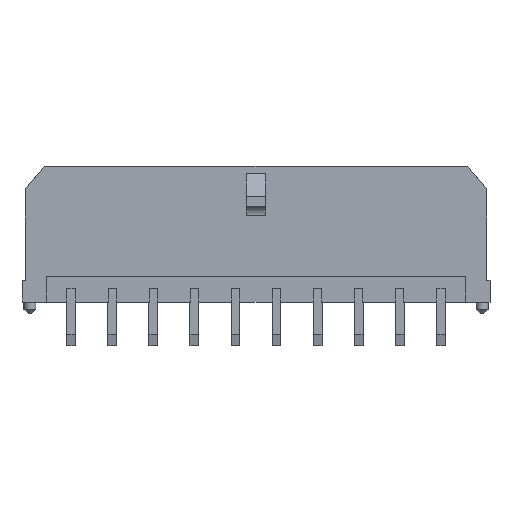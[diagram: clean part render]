
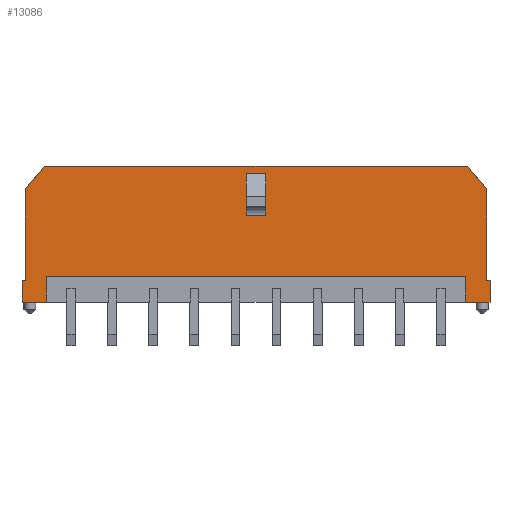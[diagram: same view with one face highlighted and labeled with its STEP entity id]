
A CAD part, front view. The second image highlights one B-rep face of the part: STEP entity #13086.
In plain terms, the highlighted planar face has unit normal (0, -1, 0).
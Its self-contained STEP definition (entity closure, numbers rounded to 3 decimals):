
#313=FACE_BOUND('',#1262,.T.);
#549=FACE_OUTER_BOUND('',#1261,.T.);
#1261=EDGE_LOOP('',(#9963,#9964,#9965,#9966,#9967,#9968,#9969,#9970,#9971,
#9972,#9973,#9974,#9975,#9976));
#1262=EDGE_LOOP('',(#9977,#9978,#9979,#9980));
#1709=LINE('',#17442,#3554);
#1737=LINE('',#17499,#3582);
#1757=LINE('',#17538,#3602);
#1783=LINE('',#17590,#3628);
#2658=LINE('',#19360,#4503);
#2662=LINE('',#19367,#4507);
#2665=LINE('',#19375,#4510);
#2666=LINE('',#19377,#4511);
#2667=LINE('',#19378,#4512);
#2668=LINE('',#19379,#4513);
#2669=LINE('',#19381,#4514);
#2670=LINE('',#19383,#4515);
#2671=LINE('',#19385,#4516);
#2672=LINE('',#19386,#4517);
#2673=LINE('',#19389,#4518);
#2674=LINE('',#19391,#4519);
#2675=LINE('',#19393,#4520);
#2676=LINE('',#19394,#4521);
#3554=VECTOR('',#14228,6.66);
#3582=VECTOR('',#14270,2.164);
#3602=VECTOR('',#14304,6.66);
#3628=VECTOR('',#14346,30.85);
#4503=VECTOR('',#15637,0.25);
#4507=VECTOR('',#15643,0.25);
#4510=VECTOR('',#15650,1.85);
#4511=VECTOR('',#15651,1.77);
#4512=VECTOR('',#15652,1.6);
#4513=VECTOR('',#15653,2.164);
#4514=VECTOR('',#15654,1.6);
#4515=VECTOR('',#15655,1.77);
#4516=VECTOR('',#15656,1.85);
#4517=VECTOR('',#15657,30.61);
#4518=VECTOR('',#15658,3.086);
#4519=VECTOR('',#15659,1.4);
#4520=VECTOR('',#15660,3.086);
#4521=VECTOR('',#15661,1.4);
#5399=VERTEX_POINT('',#17439);
#5400=VERTEX_POINT('',#17441);
#5421=VERTEX_POINT('',#17496);
#5422=VERTEX_POINT('',#17498);
#5434=VERTEX_POINT('',#17536);
#5452=VERTEX_POINT('',#17589);
#6139=VERTEX_POINT('',#19358);
#6141=VERTEX_POINT('',#19366);
#6143=VERTEX_POINT('',#19373);
#6144=VERTEX_POINT('',#19374);
#6145=VERTEX_POINT('',#19376);
#6146=VERTEX_POINT('',#19380);
#6147=VERTEX_POINT('',#19382);
#6148=VERTEX_POINT('',#19384);
#6149=VERTEX_POINT('',#19387);
#6150=VERTEX_POINT('',#19388);
#6151=VERTEX_POINT('',#19390);
#6152=VERTEX_POINT('',#19392);
#6633=EDGE_CURVE('',#5400,#5399,#1709,.T.);
#6661=EDGE_CURVE('',#5421,#5422,#1737,.T.);
#6681=EDGE_CURVE('',#5434,#5421,#1757,.T.);
#6707=EDGE_CURVE('',#5452,#5422,#1783,.T.);
#7582=EDGE_CURVE('',#5434,#6139,#2658,.T.);
#7586=EDGE_CURVE('',#5400,#6141,#2662,.T.);
#7589=EDGE_CURVE('',#6143,#6144,#2665,.T.);
#7590=EDGE_CURVE('',#6143,#6145,#2666,.T.);
#7591=EDGE_CURVE('',#6141,#6145,#2667,.T.);
#7592=EDGE_CURVE('',#5452,#5399,#2668,.T.);
#7593=EDGE_CURVE('',#6146,#6139,#2669,.T.);
#7594=EDGE_CURVE('',#6146,#6147,#2670,.T.);
#7595=EDGE_CURVE('',#6147,#6148,#2671,.T.);
#7596=EDGE_CURVE('',#6144,#6148,#2672,.T.);
#7597=EDGE_CURVE('',#6149,#6150,#2673,.T.);
#7598=EDGE_CURVE('',#6150,#6151,#2674,.T.);
#7599=EDGE_CURVE('',#6152,#6151,#2675,.T.);
#7600=EDGE_CURVE('',#6149,#6152,#2676,.T.);
#9963=ORIENTED_EDGE('',*,*,#7589,.F.);
#9964=ORIENTED_EDGE('',*,*,#7590,.T.);
#9965=ORIENTED_EDGE('',*,*,#7591,.F.);
#9966=ORIENTED_EDGE('',*,*,#7586,.F.);
#9967=ORIENTED_EDGE('',*,*,#6633,.T.);
#9968=ORIENTED_EDGE('',*,*,#7592,.F.);
#9969=ORIENTED_EDGE('',*,*,#6707,.T.);
#9970=ORIENTED_EDGE('',*,*,#6661,.F.);
#9971=ORIENTED_EDGE('',*,*,#6681,.F.);
#9972=ORIENTED_EDGE('',*,*,#7582,.T.);
#9973=ORIENTED_EDGE('',*,*,#7593,.F.);
#9974=ORIENTED_EDGE('',*,*,#7594,.T.);
#9975=ORIENTED_EDGE('',*,*,#7595,.T.);
#9976=ORIENTED_EDGE('',*,*,#7596,.F.);
#9977=ORIENTED_EDGE('',*,*,#7597,.T.);
#9978=ORIENTED_EDGE('',*,*,#7598,.T.);
#9979=ORIENTED_EDGE('',*,*,#7599,.F.);
#9980=ORIENTED_EDGE('',*,*,#7600,.F.);
#12422=PLANE('',#13769);
#13086=ADVANCED_FACE('',(#549,#313),#12422,.T.);
#13769=AXIS2_PLACEMENT_3D('',#19372,#15648,#15649);
#14228=DIRECTION('',(0.,0.,1.));
#14270=DIRECTION('',(0.647,0.,0.763));
#14304=DIRECTION('',(0.,0.,1.));
#14346=DIRECTION('',(-1.,0.,0.));
#15637=DIRECTION('',(-1.,0.,0.));
#15643=DIRECTION('',(1.,0.,0.));
#15648=DIRECTION('center_axis',(0.,-1.,0.));
#15649=DIRECTION('ref_axis',(0.,0.,1.));
#15650=DIRECTION('',(0.,0.,1.));
#15651=DIRECTION('',(1.,0.,0.));
#15652=DIRECTION('',(0.,0.,-1.));
#15653=DIRECTION('',(0.647,0.,-0.763));
#15654=DIRECTION('',(0.,0.,1.));
#15655=DIRECTION('',(1.,0.,0.));
#15656=DIRECTION('',(0.,0.,1.));
#15657=DIRECTION('',(-1.,0.,0.));
#15658=DIRECTION('',(0.,0.,-1.));
#15659=DIRECTION('',(-1.,0.,0.));
#15660=DIRECTION('',(0.,0.,-1.));
#15661=DIRECTION('',(-1.,0.,0.));
#17439=CARTESIAN_POINT('',(30.325,-4.9,8.26));
#17441=CARTESIAN_POINT('',(30.325,-4.9,1.6));
#17442=CARTESIAN_POINT('',(30.325,-4.9,1.6));
#17496=CARTESIAN_POINT('',(-3.325,-4.9,8.26));
#17498=CARTESIAN_POINT('',(-1.925,-4.9,9.91));
#17499=CARTESIAN_POINT('',(-3.325,-4.9,8.26));
#17536=CARTESIAN_POINT('',(-3.325,-4.9,1.6));
#17538=CARTESIAN_POINT('',(-3.325,-4.9,1.6));
#17589=CARTESIAN_POINT('',(28.925,-4.9,9.91));
#17590=CARTESIAN_POINT('',(28.925,-4.9,9.91));
#19358=CARTESIAN_POINT('',(-3.575,-4.9,1.6));
#19360=CARTESIAN_POINT('',(-3.325,-4.9,1.6));
#19366=CARTESIAN_POINT('',(30.575,-4.9,1.6));
#19367=CARTESIAN_POINT('',(30.325,-4.9,1.6));
#19372=CARTESIAN_POINT('Origin',(30.325,-4.9,0.));
#19373=CARTESIAN_POINT('',(28.805,-4.9,0.));
#19374=CARTESIAN_POINT('',(28.805,-4.9,1.85));
#19375=CARTESIAN_POINT('',(28.805,-4.9,0.));
#19376=CARTESIAN_POINT('',(30.575,-4.9,0.));
#19377=CARTESIAN_POINT('',(28.805,-4.9,0.));
#19378=CARTESIAN_POINT('',(30.575,-4.9,1.6));
#19379=CARTESIAN_POINT('',(28.925,-4.9,9.91));
#19380=CARTESIAN_POINT('',(-3.575,-4.9,0.));
#19381=CARTESIAN_POINT('',(-3.575,-4.9,0.));
#19382=CARTESIAN_POINT('',(-1.805,-4.9,0.));
#19383=CARTESIAN_POINT('',(-3.575,-4.9,0.));
#19384=CARTESIAN_POINT('',(-1.805,-4.9,1.85));
#19385=CARTESIAN_POINT('',(-1.805,-4.9,0.));
#19386=CARTESIAN_POINT('',(28.805,-4.9,1.85));
#19387=CARTESIAN_POINT('',(14.2,-4.9,9.37));
#19388=CARTESIAN_POINT('',(14.2,-4.9,6.284));
#19389=CARTESIAN_POINT('',(14.2,-4.9,9.37));
#19390=CARTESIAN_POINT('',(12.8,-4.9,6.284));
#19391=CARTESIAN_POINT('',(14.2,-4.9,6.284));
#19392=CARTESIAN_POINT('',(12.8,-4.9,9.37));
#19393=CARTESIAN_POINT('',(12.8,-4.9,9.37));
#19394=CARTESIAN_POINT('',(14.2,-4.9,9.37));
